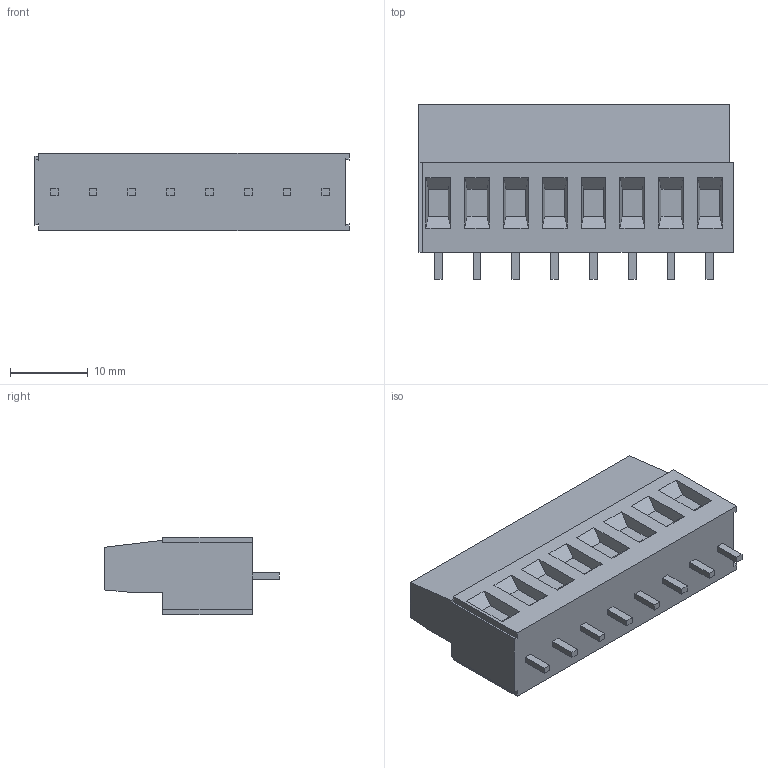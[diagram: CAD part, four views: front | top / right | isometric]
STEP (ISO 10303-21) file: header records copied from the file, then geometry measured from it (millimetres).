
FILE_DESCRIPTION((''),'2;1');
FILE_NAME('C-282856-8','2018-07-26T',('workeradm'),('TE Connectivity Ltd.'),'CREO PARAMETRIC BY PTC INC, 2016050','CREO PARAMETRIC BY PTC INC, 2016050','');
FILE_SCHEMA(('AUTOMOTIVE_DESIGN { 1 0 10303 214 1 1 1 1 }'));
Length unit declared in the file: millimetre
Products named in the file (1): C-282856-8
Bounding box: 40.5 x 22.5 x 10 mm (x, y, z)
Volume: 6140.1 mm3; surface area: 3106.2 mm2
Topology: 1 solids, 1 shells, 196 faces, 485 edges, 323 vertices
Faces by surface type: plane 180, cylinder 16
Entity records: 5921 total; most frequent: CARTESIAN_POINT 1006, ORIENTED_EDGE 970, DIRECTION 941, EDGE_CURVE 485, VECTOR 421, LINE 421, VERTEX_POINT 323, AXIS2_PLACEMENT_3D 260
